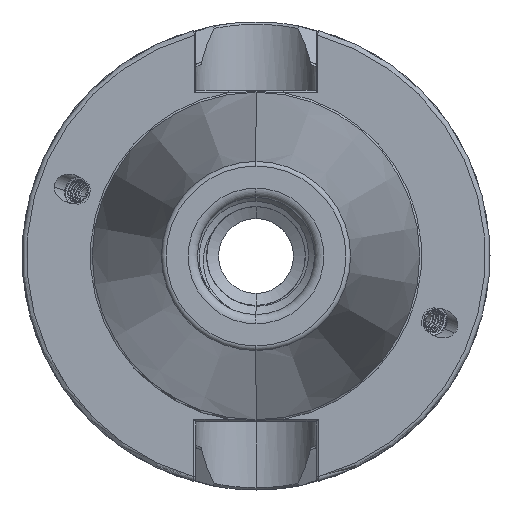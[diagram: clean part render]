
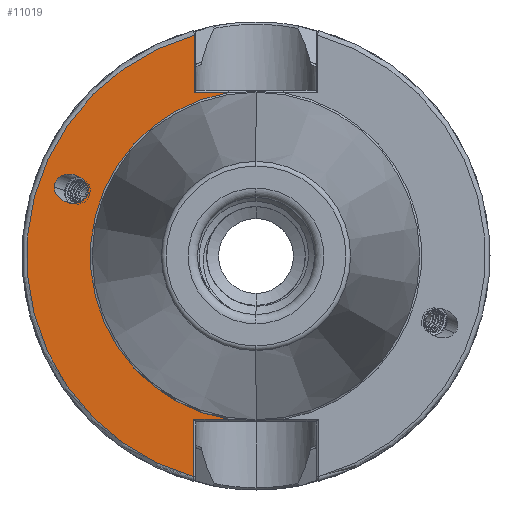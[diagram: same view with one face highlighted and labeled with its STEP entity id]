
A CAD part, left-side view. The second image highlights one B-rep face of the part: STEP entity #11019.
In plain terms, the highlighted planar face has unit normal (-1, 0, 0).
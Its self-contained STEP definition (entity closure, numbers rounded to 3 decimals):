
#57 = CARTESIAN_POINT ( 'NONE',  ( 0., 0., 0. ) ) ;
#110 = DIRECTION ( 'NONE',  ( 1., 0., 0. ) ) ;
#122 = DIRECTION ( 'NONE',  ( 0., 0., -1. ) ) ;
#482 = CARTESIAN_POINT ( 'NONE',  ( 0., 13.194, 0. ) ) ;
#503 = DIRECTION ( 'NONE',  ( 0., 0., 1. ) ) ;
#1917 = AXIS2_PLACEMENT_3D ( 'NONE', #14333, #14320, #14321 ) ;
#1937 = AXIS2_PLACEMENT_3D ( 'NONE', #57, #110, #122 ) ;
#2266 = ORIENTED_EDGE ( 'NONE', *, *, #13530, .T. ) ;
#2282 = ORIENTED_EDGE ( 'NONE', *, *, #13513, .T. ) ;
#2303 = ORIENTED_EDGE ( 'NONE', *, *, #13559, .T. ) ;
#2309 = ORIENTED_EDGE ( 'NONE', *, *, #13500, .T. ) ;
#2596 = FACE_OUTER_BOUND ( 'NONE', #12638, .T. ) ;
#2631 = FACE_BOUND ( 'NONE', #12890, .T. ) ;
#3993 = AXIS2_PLACEMENT_3D ( 'NONE', #6270, #6239, #6258 ) ;
#5599 = CARTESIAN_POINT ( 'NONE',  ( 0., 13.194, 34.9 ) ) ;
#5610 = CARTESIAN_POINT ( 'NONE',  ( 0., 5.916, 34.9 ) ) ;
#5618 = CARTESIAN_POINT ( 'NONE',  ( 0., 13.194, 47.19 ) ) ;
#5634 = CARTESIAN_POINT ( 'NONE',  ( 0., 13.279, -47.166 ) ) ;
#5672 = CARTESIAN_POINT ( 'NONE',  ( 0., 13.279, -34.9 ) ) ;
#5674 = CARTESIAN_POINT ( 'NONE',  ( 0., 5.916, -34.9 ) ) ;
#6210 = PLANE ( 'NONE',  #3993 ) ;
#6239 = DIRECTION ( 'NONE',  ( -1., 0., 0. ) ) ;
#6258 = DIRECTION ( 'NONE',  ( 0., 0., 1. ) ) ;
#6270 = CARTESIAN_POINT ( 'NONE',  ( 0., 35.398, 0. ) ) ;
#7819 =( BOUNDED_CURVE ( )  B_SPLINE_CURVE ( 3, ( #16159, #16186, #16139, #16162 ),
 .UNSPECIFIED., .F., .F. ) 
 B_SPLINE_CURVE_WITH_KNOTS ( ( 4, 4 ),
 ( 0., 0.29 ),
 .UNSPECIFIED. ) 
 CURVE ( )  GEOMETRIC_REPRESENTATION_ITEM ( )  RATIONAL_B_SPLINE_CURVE ( ( 1., 0.993, 0.993, 1. ) ) 
 REPRESENTATION_ITEM ( '' )  );
#7860 =( BOUNDED_CURVE ( )  B_SPLINE_CURVE ( 3, ( #14300, #14283, #14273, #14268 ),
 .UNSPECIFIED., .F., .F. ) 
 B_SPLINE_CURVE_WITH_KNOTS ( ( 4, 4 ),
 ( 3.431, 6.283 ),
 .UNSPECIFIED. ) 
 CURVE ( )  GEOMETRIC_REPRESENTATION_ITEM ( )  RATIONAL_B_SPLINE_CURVE ( ( 1., 0.43, 0.43, 1. ) ) 
 REPRESENTATION_ITEM ( '' )  );
#7917 =( BOUNDED_CURVE ( )  B_SPLINE_CURVE ( 3, ( #16049, #16054, #16073, #16053 ),
 .UNSPECIFIED., .F., .F. ) 
 B_SPLINE_CURVE_WITH_KNOTS ( ( 4, 4 ),
 ( 0.29, 3.431 ),
 .UNSPECIFIED. ) 
 CURVE ( )  GEOMETRIC_REPRESENTATION_ITEM ( )  RATIONAL_B_SPLINE_CURVE ( ( 1., 0.333, 0.333, 1. ) ) 
 REPRESENTATION_ITEM ( '' )  );
#8974 = CARTESIAN_POINT ( 'NONE',  ( 0., 35.968, 13.091 ) ) ;
#8999 = CARTESIAN_POINT ( 'NONE',  ( 0., 35.816, 13.963 ) ) ;
#9033 = CARTESIAN_POINT ( 'NONE',  ( 0., 43.118, 14.766 ) ) ;
#11019 = ADVANCED_FACE ( 'NONE', ( #2631, #2596 ), #6210, .T. ) ;
#11324 = VERTEX_POINT ( 'NONE', #8974 ) ;
#11408 = VERTEX_POINT ( 'NONE', #9033 ) ;
#11421 = VERTEX_POINT ( 'NONE', #8999 ) ;
#12638 = EDGE_LOOP ( 'NONE', ( #17082, #17084, #2309, #2282, #2266, #2303 ) ) ;
#12890 = EDGE_LOOP ( 'NONE', ( #17078, #17071, #17073 ) ) ;
#13072 = VERTEX_POINT ( 'NONE', #5634 ) ;
#13080 = VERTEX_POINT ( 'NONE', #5610 ) ;
#13107 = VERTEX_POINT ( 'NONE', #5599 ) ;
#13115 = VERTEX_POINT ( 'NONE', #5618 ) ;
#13132 = VERTEX_POINT ( 'NONE', #5674 ) ;
#13137 = VERTEX_POINT ( 'NONE', #5672 ) ;
#13498 = EDGE_CURVE ( 'NONE', #11408, #11324, #7860, .T. ) ;
#13500 = EDGE_CURVE ( 'NONE', #13137, #13132, #16472, .T. ) ;
#13513 = EDGE_CURVE ( 'NONE', #13132, #13080, #16566, .T. ) ;
#13523 = EDGE_CURVE ( 'NONE', #13072, #13137, #16514, .T. ) ;
#13530 = EDGE_CURVE ( 'NONE', #13080, #13107, #16558, .T. ) ;
#13535 = EDGE_CURVE ( 'NONE', #13072, #13115, #16490, .T. ) ;
#13559 = EDGE_CURVE ( 'NONE', #13107, #13115, #16655, .T. ) ;
#14268 = CARTESIAN_POINT ( 'NONE',  ( 0., 35.968, 13.091 ) ) ;
#14270 = DIRECTION ( 'NONE',  ( 0., -1., 0. ) ) ;
#14273 = CARTESIAN_POINT ( 'NONE',  ( 0., 37.57, 8.69 ) ) ;
#14278 = CARTESIAN_POINT ( 'NONE',  ( 0., -12.85, -34.9 ) ) ;
#14283 = CARTESIAN_POINT ( 'NONE',  ( 0., 43.118, 9.99 ) ) ;
#14300 = CARTESIAN_POINT ( 'NONE',  ( 0., 43.118, 14.766 ) ) ;
#14320 = DIRECTION ( 'NONE',  ( 1., 0., 0. ) ) ;
#14321 = DIRECTION ( 'NONE',  ( 0., 0., -1. ) ) ;
#14333 = CARTESIAN_POINT ( 'NONE',  ( 0., 0., 0. ) ) ;
#14415 = CARTESIAN_POINT ( 'NONE',  ( 0., 35.398, 34.9 ) ) ;
#14424 = CARTESIAN_POINT ( 'NONE',  ( 0., 13.279, -35.4 ) ) ;
#14426 = DIRECTION ( 'NONE',  ( 0., 0., 1. ) ) ;
#14440 = DIRECTION ( 'NONE',  ( 0., 1., 0. ) ) ;
#16049 = CARTESIAN_POINT ( 'NONE',  ( 0., 35.816, 13.963 ) ) ;
#16053 = CARTESIAN_POINT ( 'NONE',  ( 0., 43.118, 14.766 ) ) ;
#16054 = CARTESIAN_POINT ( 'NONE',  ( 0., 35.816, 20.184 ) ) ;
#16073 = CARTESIAN_POINT ( 'NONE',  ( 0., 43.118, 20.987 ) ) ;
#16139 = CARTESIAN_POINT ( 'NONE',  ( 0., 35.816, 13.662 ) ) ;
#16159 = CARTESIAN_POINT ( 'NONE',  ( 0., 35.968, 13.091 ) ) ;
#16162 = CARTESIAN_POINT ( 'NONE',  ( 0., 35.816, 13.963 ) ) ;
#16186 = CARTESIAN_POINT ( 'NONE',  ( 0., 35.867, 13.369 ) ) ;
#16469 = VECTOR ( 'NONE', #14426, 1000. ) ;
#16472 = LINE ( 'NONE', #14278, #16553 ) ;
#16490 = CIRCLE ( 'NONE', #1937, 49. ) ;
#16514 = LINE ( 'NONE', #14424, #16469 ) ;
#16545 = VECTOR ( 'NONE', #14440, 1000. ) ;
#16553 = VECTOR ( 'NONE', #14270, 1000. ) ;
#16558 = LINE ( 'NONE', #14415, #16545 ) ;
#16566 = CIRCLE ( 'NONE', #1917, 35.398 ) ;
#16655 = LINE ( 'NONE', #482, #16659 ) ;
#16659 = VECTOR ( 'NONE', #503, 1000. ) ;
#16979 = EDGE_CURVE ( 'NONE', #11421, #11408, #7917, .T. ) ;
#16993 = EDGE_CURVE ( 'NONE', #11324, #11421, #7819, .T. ) ;
#17071 = ORIENTED_EDGE ( 'NONE', *, *, #13498, .F. ) ;
#17073 = ORIENTED_EDGE ( 'NONE', *, *, #16979, .F. ) ;
#17078 = ORIENTED_EDGE ( 'NONE', *, *, #16993, .F. ) ;
#17082 = ORIENTED_EDGE ( 'NONE', *, *, #13535, .F. ) ;
#17084 = ORIENTED_EDGE ( 'NONE', *, *, #13523, .T. ) ;
